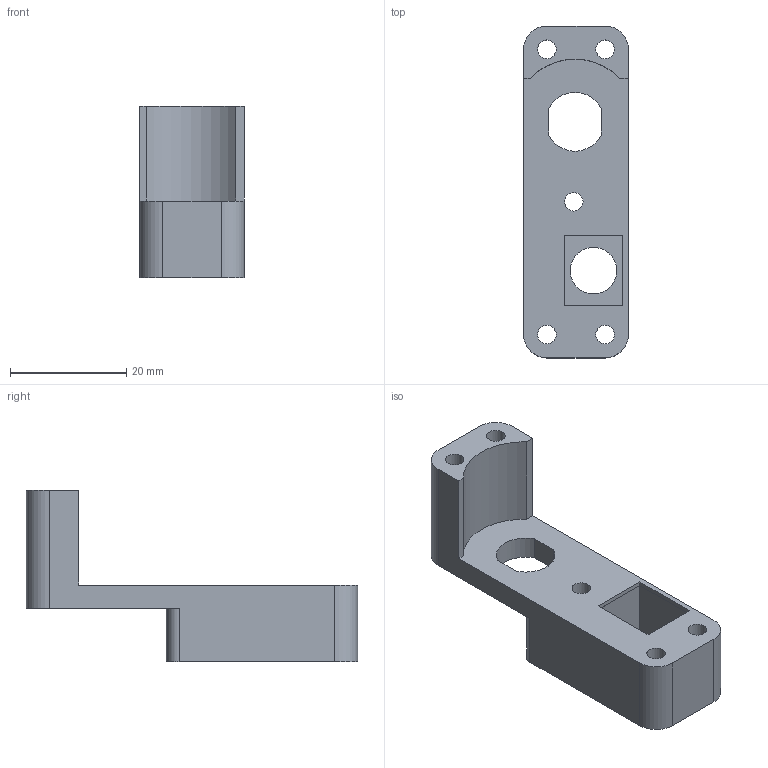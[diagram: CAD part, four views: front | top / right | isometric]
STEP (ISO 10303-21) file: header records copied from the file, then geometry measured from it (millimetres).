
FILE_DESCRIPTION(/* description */ (''),/* implementation_level */ '2;1');
FILE_NAME(/* name */ '05-01-02 Main body I.step',/* time_stamp */ '2024-08-04T07:09:00+02:00',/* author */ (''),/* organization */ (''),/* preprocessor_version */ 'ST-DEVELOPER v20',/* originating_system */ 'Autodesk Translation Framework v13.14.0.145',/* authorisation */ '');
FILE_SCHEMA (('AUTOMOTIVE_DESIGN { 1 0 10303 214 3 1 1 }'));
Length unit declared in the file: millimetre
Products named in the file (1): 05-01-02 Main body I
Bounding box: 18 x 57 x 29.5 mm (x, y, z)
Volume: 8371.3 mm3; surface area: 5593.4 mm2
Topology: 1 solids, 1 shells, 51 faces, 128 edges, 80 vertices
Faces by surface type: plane 33, cylinder 17, cone 1
Full cylindrical faces by diameter (mm): 3.2 x5, 6 x1, 8 x1
Entity records: 1576 total; most frequent: DIRECTION 266, CARTESIAN_POINT 260, ORIENTED_EDGE 256, EDGE_CURVE 128, LINE 94, VECTOR 94, AXIS2_PLACEMENT_3D 86, VERTEX_POINT 80
